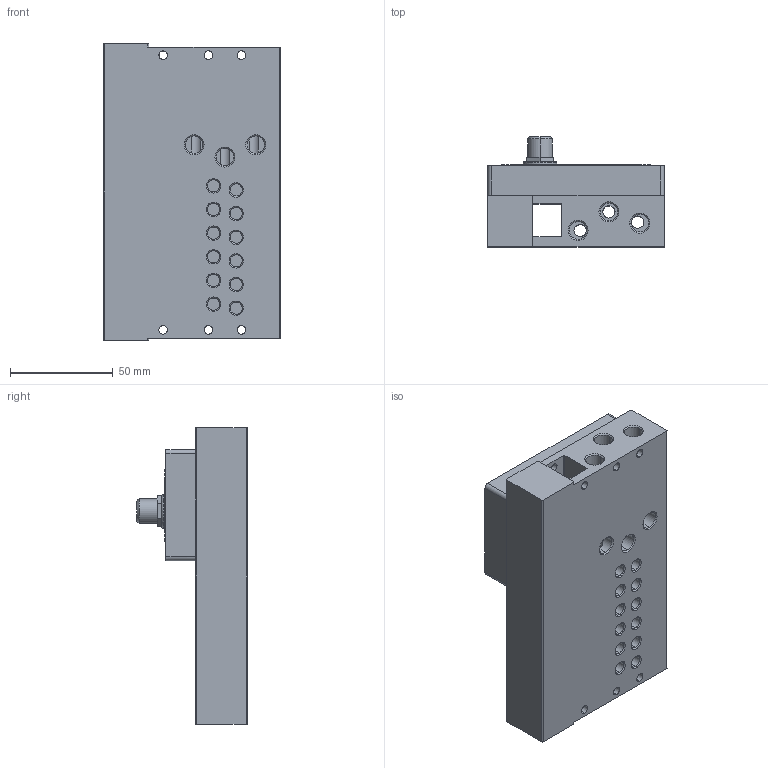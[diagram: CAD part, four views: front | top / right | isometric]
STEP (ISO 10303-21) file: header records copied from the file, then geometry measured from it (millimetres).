
FILE_DESCRIPTION (( 'STEP AP203' ), '1' );
FILE_NAME ('ES1VB-6F-M7LK16.STEP', '2022-07-27T11:47:24', ( '' ), ( '' ), 'SwSTEP 2.0', 'SolidWorks 2022', '' );
FILE_SCHEMA (( 'CONFIG_CONTROL_DESIGN' ));
Length unit declared in the file: millimetre
Products named in the file (1): ES1VB-6F-M7LK16
Bounding box: 86 x 53.6 x 144 mm (x, y, z)
Volume: 323800.5 mm3; surface area: 61301.9 mm2
Topology: 1 solids, 1 shells, 297 faces, 700 edges, 448 vertices
Faces by surface type: cylinder 134, plane 81, cone 70, bspline 12
Entity records: 9015 total; most frequent: CARTESIAN_POINT 1782, DIRECTION 1632, ORIENTED_EDGE 1400, EDGE_CURVE 700, AXIS2_PLACEMENT_3D 670, VERTEX_POINT 448, CIRCLE 384, EDGE_LOOP 370
